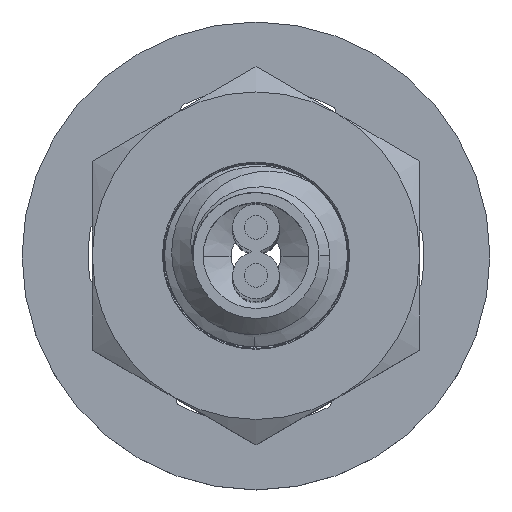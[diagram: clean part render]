
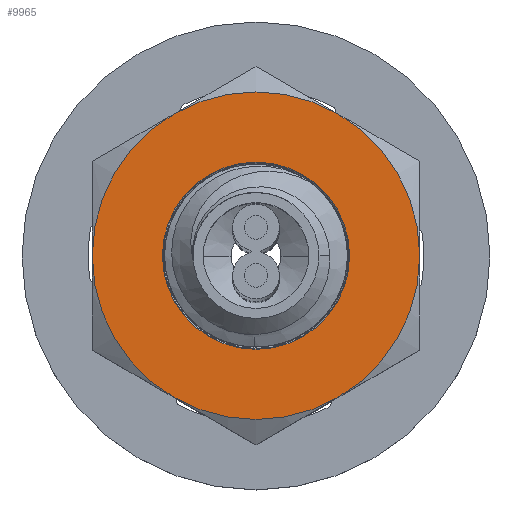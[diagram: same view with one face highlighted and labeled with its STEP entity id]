
A CAD part, top view. The second image highlights one B-rep face of the part: STEP entity #9965.
In plain terms, the highlighted planar face has unit normal (0, 0, 1).
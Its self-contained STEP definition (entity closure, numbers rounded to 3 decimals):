
#9160=CARTESIAN_POINT('',(0.,0.,0.));
#9161=DIRECTION('',(0.,0.,-1.));
#9162=DIRECTION('',(1.,0.,0.));
#9163=AXIS2_PLACEMENT_3D('',#9160,#9161,#9162);
#9165=CARTESIAN_POINT('',(0.,0.,0.));
#9166=DIRECTION('',(0.,0.,-1.));
#9167=DIRECTION('',(0.5,-0.866,0.));
#9168=AXIS2_PLACEMENT_3D('',#9165,#9166,#9167);
#9170=CARTESIAN_POINT('',(0.,0.,0.));
#9171=DIRECTION('',(0.,0.,-1.));
#9172=DIRECTION('',(-0.5,-0.866,0.));
#9173=AXIS2_PLACEMENT_3D('',#9170,#9171,#9172);
#9175=CARTESIAN_POINT('',(0.,0.,0.));
#9176=DIRECTION('',(0.,0.,-1.));
#9177=DIRECTION('',(-1.,0.,0.));
#9178=AXIS2_PLACEMENT_3D('',#9175,#9176,#9177);
#9180=CARTESIAN_POINT('',(0.,0.,0.));
#9181=DIRECTION('',(0.,0.,-1.));
#9182=DIRECTION('',(-0.5,0.866,0.));
#9183=AXIS2_PLACEMENT_3D('',#9180,#9181,#9182);
#9185=CARTESIAN_POINT('',(0.,0.,0.));
#9186=DIRECTION('',(0.,0.,-1.));
#9187=DIRECTION('',(0.5,0.866,0.));
#9188=AXIS2_PLACEMENT_3D('',#9185,#9186,#9187);
#9207=CARTESIAN_POINT('',(0.,0.,0.));
#9208=DIRECTION('',(0.,0.,-1.));
#9209=DIRECTION('',(-1.,0.,0.));
#9210=AXIS2_PLACEMENT_3D('',#9207,#9208,#9209);
#9216=CARTESIAN_POINT('',(0.,0.,0.));
#9217=DIRECTION('',(0.,0.,-1.));
#9218=DIRECTION('',(1.,0.,0.));
#9219=AXIS2_PLACEMENT_3D('',#9216,#9217,#9218);
#9630=CARTESIAN_POINT('',(3.5,0.,0.));
#9631=CARTESIAN_POINT('',(1.75,-3.031,0.));
#9632=VERTEX_POINT('',#9630);
#9633=VERTEX_POINT('',#9631);
#9634=CARTESIAN_POINT('',(-2.,0.,0.));
#9635=CARTESIAN_POINT('',(2.,0.,0.));
#9636=VERTEX_POINT('',#9634);
#9637=VERTEX_POINT('',#9635);
#9661=CARTESIAN_POINT('',(-1.75,-3.031,0.));
#9662=VERTEX_POINT('',#9661);
#9663=CARTESIAN_POINT('',(-3.5,0.,0.));
#9664=VERTEX_POINT('',#9663);
#9665=CARTESIAN_POINT('',(-1.75,3.031,0.));
#9666=CARTESIAN_POINT('',(1.75,3.031,0.));
#9667=VERTEX_POINT('',#9665);
#9668=VERTEX_POINT('',#9666);
#9941=CARTESIAN_POINT('',(-7.,0.,0.));
#9942=DIRECTION('',(0.,0.,1.));
#9943=DIRECTION('',(1.,0.,0.));
#9944=AXIS2_PLACEMENT_3D('',#9941,#9942,#9943);
#9945=PLANE('',#9944);
#9946=ORIENTED_EDGE('',*,*,#9936,.T.);
#9948=ORIENTED_EDGE('',*,*,#9947,.T.);
#9950=ORIENTED_EDGE('',*,*,#9949,.T.);
#9952=ORIENTED_EDGE('',*,*,#9951,.T.);
#9954=ORIENTED_EDGE('',*,*,#9953,.T.);
#9956=ORIENTED_EDGE('',*,*,#9955,.T.);
#9957=EDGE_LOOP('',(#9946,#9948,#9950,#9952,#9954,#9956));
#9958=FACE_OUTER_BOUND('',#9957,.F.);
#9960=ORIENTED_EDGE('',*,*,#9959,.F.);
#9962=ORIENTED_EDGE('',*,*,#9961,.F.);
#9963=EDGE_LOOP('',(#9960,#9962));
#9964=FACE_BOUND('',#9963,.F.);
#9965=ADVANCED_FACE('',(#9958,#9964),#9945,.T.);
#9164=CIRCLE('',#9163,3.5);
#9169=CIRCLE('',#9168,3.5);
#9174=CIRCLE('',#9173,3.5);
#9179=CIRCLE('',#9178,3.5);
#9184=CIRCLE('',#9183,3.5);
#9189=CIRCLE('',#9188,3.5);
#9211=CIRCLE('',#9210,2.);
#9220=CIRCLE('',#9219,2.);
#9936=EDGE_CURVE('',#9632,#9633,#9164,.T.);
#9947=EDGE_CURVE('',#9633,#9662,#9169,.T.);
#9949=EDGE_CURVE('',#9662,#9664,#9174,.T.);
#9951=EDGE_CURVE('',#9664,#9667,#9179,.T.);
#9953=EDGE_CURVE('',#9667,#9668,#9184,.T.);
#9955=EDGE_CURVE('',#9668,#9632,#9189,.T.);
#9959=EDGE_CURVE('',#9636,#9637,#9211,.T.);
#9961=EDGE_CURVE('',#9637,#9636,#9220,.T.);
